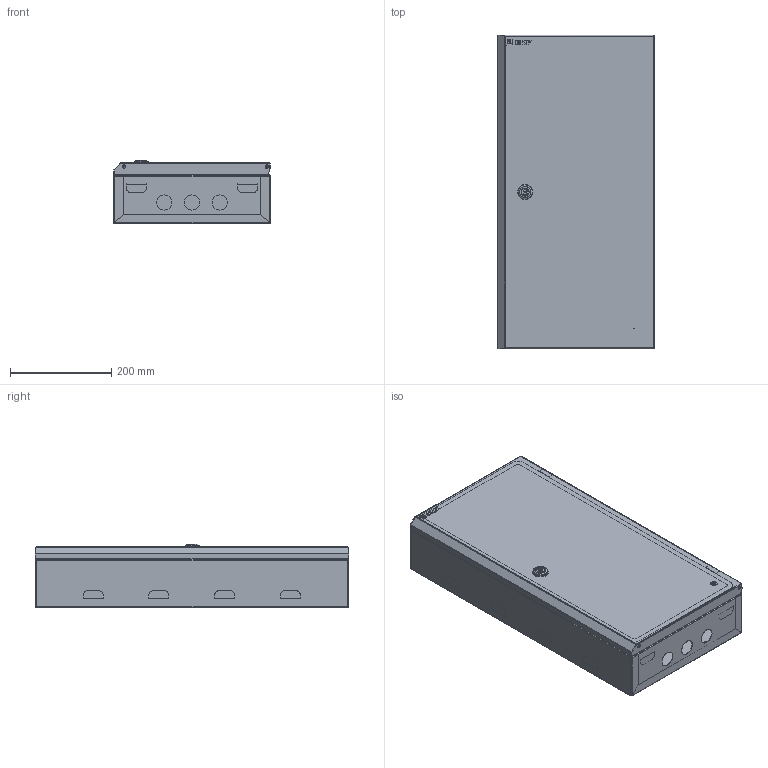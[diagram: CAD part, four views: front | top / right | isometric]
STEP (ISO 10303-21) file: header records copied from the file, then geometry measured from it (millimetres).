
FILE_DESCRIPTION (( 'STEP AP214' ), '1' );
FILE_NAME ('ﾘﾐﾍ-48 IP 54 ﾌﾈ-457.00.00.000 ﾑﾁ.STEP', '2017-08-30T11:13:04', ( 'Admin' ), ( '' ), 'SwSTEP 2.0', 'SolidWorks 2017', '' );
FILE_SCHEMA (( 'AUTOMOTIVE_DESIGN' ));
Length unit declared in the file: millimetre
Products named in the file (24): Çàìîê áîëüøîé; ﾌﾈ-457.02.00.001 ﾄ粢; ÌÈ-457.01.00.000 Êîðïóñ â ñáîðå; ÌÈ-455.01.03.000 Ñòåíêà íèæíÿÿ â ñáîðå; ÌÈ-455.01.03.001 Ñòåíêà íèæíÿÿ; ÌÈ-455.01.02.000 Ñòåíêà âåðõíÿÿ â ñáîðå; ÌÈ-455.01.02.001 Ñòåíêà âåðõíÿÿ; ÌÈ-457.01.01.000 Ñòåíêà çàäíÿÿ â ñáîðå ; split pin_din_DIN 94-4x56-C-St; Êðîíøòåéí 40õ40; ÌÈ-457.03.00.000 Ïàíåëü â ñáîðå; Øïèëüêà Ì6õ12; 昈-457.03.00.001 眈翴錪; ÌÈ-457.01.01.001 Ñòåíêà çàäíÿÿ; cross ph tapping 968_din_Screw DIN 968-ST3.5x13-C-H-N; DIN-ðåéêà; ﾘﾐﾍ-48 IP 54 ﾌﾈ-457.00.00.000 ﾑﾁ; rivet 02_din_DIN 660-5x8-St-A-2; Íàâåñêà íà êîðïóñ ïîä êëåïêó; hex flange nut_din_Hexagon Flange Nut DIN 6923 - M6 - N; ÌÈ-457.02.00.000 Äâåðü â ñáîðå; 呧蜦 3D; Ïåòëÿ íà äâåðü ï-îáðàçíàÿ; ÓÊ íà äâåðü
Assembly tree (57 placements, depth 4):
  ﾘﾐﾍ-48 IP 54 ﾌﾈ-457.00.00.000 ﾑﾁ
    ÌÈ-457.01.00.000 Êîðïóñ â ñáîðå
      ÌÈ-457.01.01.000 Ñòåíêà çàäíÿÿ â ñáîðå 
        ÌÈ-457.01.01.001 Ñòåíêà çàäíÿÿ
        Øïèëüêà Ì6õ12
        Êðîíøòåéí 40õ40  x8
      ÌÈ-455.01.02.000 Ñòåíêà âåðõíÿÿ â ñáîðå
        ÌÈ-455.01.02.001 Ñòåíêà âåðõíÿÿ
        Êðîíøòåéí 40õ40  x2
      ÌÈ-455.01.03.000 Ñòåíêà íèæíÿÿ â ñáîðå
        ÌÈ-455.01.03.001 Ñòåíêà íèæíÿÿ
        Êðîíøòåéí 40õ40  x2
    ÌÈ-457.02.00.000 Äâåðü â ñáîðå
      ﾌﾈ-457.02.00.001 ﾄ粢
      Çàìîê áîëüøîé
      ÓÊ íà äâåðü
      Øïèëüêà Ì6õ12
      Ïåòëÿ íà äâåðü ï-îáðàçíàÿ  x2
      呧蜦 3D
    hex flange nut_din_Hexagon Flange Nut DIN 6923 - M6 - N  x2
    Íàâåñêà íà êîðïóñ ïîä êëåïêó  x2
    rivet 02_din_DIN 660-5x8-St-A-2  x4
    DIN-ðåéêà  x4
    cross ph tapping 968_din_Screw DIN 968-ST3.5x13-C-H-N  x12
    ÌÈ-457.03.00.000 Ïàíåëü â ñáîðå
      昈-457.03.00.001 眈翴錪
      Øïèëüêà Ì6õ12
    split pin_din_DIN 94-4x56-C-St  x2
Bounding box: 310 x 620 x 125.54 mm (x, y, z)
Volume: 959893.9 mm3; surface area: 1793311.1 mm2
Topology: 58 solids, 63 shells, 1667 faces, 4155 edges, 2623 vertices
Faces by surface type: plane 946, cylinder 572, cone 56, torus 40, bspline 29, sphere 24
Entity records: 27454 total; most frequent: CARTESIAN_POINT 5262, DIRECTION 4066, ORIENTED_EDGE 3836, EDGE_CURVE 1918, AXIS2_PLACEMENT_3D 1398, VECTOR 1270, LINE 1270, VERTEX_POINT 1184
